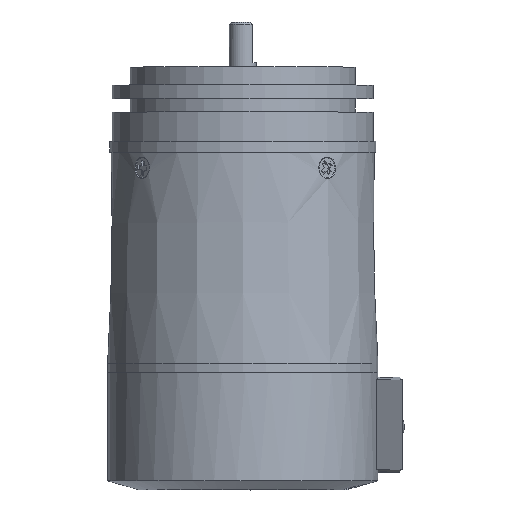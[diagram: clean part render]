
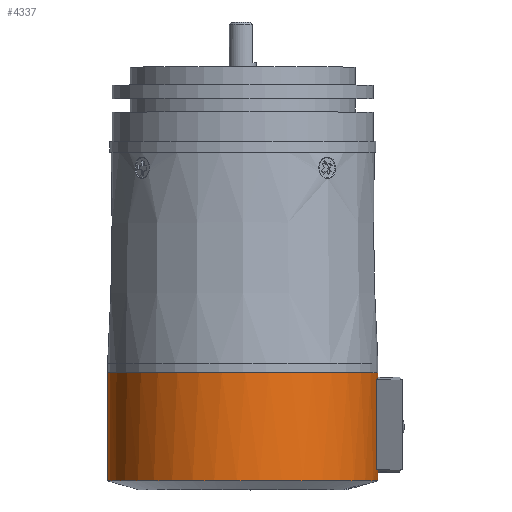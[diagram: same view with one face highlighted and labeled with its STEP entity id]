
A CAD part, top view. The second image highlights one B-rep face of the part: STEP entity #4337.
In plain terms, the highlighted cylindrical face has radius 30 mm (diameter 60 mm), a full revolution.
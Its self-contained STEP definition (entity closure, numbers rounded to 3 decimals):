
#66 = CARTESIAN_POINT ( 'NONE',  ( 24.203, -61.056, 9.278 ) ) ;
#117 = CARTESIAN_POINT ( 'NONE',  ( -34.771, -61.056, -1.916 ) ) ;
#195 = ORIENTED_EDGE ( 'NONE', *, *, #16895, .T. ) ;
#396 = EDGE_CURVE ( 'NONE', #19818, #9021, #20197, .T. ) ;
#613 = VERTEX_POINT ( 'NONE', #18212 ) ;
#631 = AXIS2_PLACEMENT_3D ( 'NONE', #7394, #11070, #24718 ) ;
#785 = CARTESIAN_POINT ( 'NONE',  ( -34.771, -81.056, -1.916 ) ) ;
#1025 = DIRECTION ( 'NONE',  ( 0., -1., 0. ) ) ;
#1440 = DIRECTION ( 'NONE',  ( 0., 1., 0. ) ) ;
#1633 = VERTEX_POINT ( 'NONE', #6277 ) ;
#1977 = CARTESIAN_POINT ( 'NONE',  ( -33.711, -60.556, -5.417 ) ) ;
#2198 = VERTEX_POINT ( 'NONE', #13762 ) ;
#2356 = CARTESIAN_POINT ( 'NONE',  ( 24.203, -60.556, 9.278 ) ) ;
#2419 = CARTESIAN_POINT ( 'NONE',  ( -35.058, -81.056, -0.108 ) ) ;
#2771 = EDGE_LOOP ( 'NONE', ( #195 ) ) ;
#3670 = EDGE_CURVE ( 'NONE', #1633, #1633, #21702, .T. ) ;
#4142 = EDGE_LOOP ( 'NONE', ( #5629, #22354, #7900, #21131, #11196, #16937, #14609, #11257 ) ) ;
#4337 = ADVANCED_FACE ( 'NONE', ( #14713, #24478, #14312 ), #4599, .T. ) ;
#4597 = VERTEX_POINT ( 'NONE', #10674 ) ;
#4599 = CYLINDRICAL_SURFACE ( 'NONE', #631, 30. ) ;
#4793 = AXIS2_PLACEMENT_3D ( 'NONE', #19295, #1440, #25486 ) ;
#5207 = CARTESIAN_POINT ( 'NONE',  ( -5.427, -60.556, 4.585 ) ) ;
#5271 =( BOUNDED_CURVE ( )  B_SPLINE_CURVE ( 3, ( #66, #10218, #21971, #20418 ),
 .UNSPECIFIED., .F., .F. ) 
 B_SPLINE_CURVE_WITH_KNOTS ( ( 4, 4 ),
 ( 0., 0.183 ),
 .UNSPECIFIED. ) 
 CURVE ( )  GEOMETRIC_REPRESENTATION_ITEM ( )  RATIONAL_B_SPLINE_CURVE ( ( 1., 0.997, 0.997, 1. ) ) 
 REPRESENTATION_ITEM ( '' )  );
#5493 = EDGE_CURVE ( 'NONE', #7603, #15586, #12734, .T. ) ;
#5629 = ORIENTED_EDGE ( 'NONE', *, *, #396, .F. ) ;
#5821 = CARTESIAN_POINT ( 'NONE',  ( -5.427, -83.556, 4.585 ) ) ;
#6277 = CARTESIAN_POINT ( 'NONE',  ( -35.058, -83.556, -0.108 ) ) ;
#6822 = VERTEX_POINT ( 'NONE', #16739 ) ;
#6891 =( BOUNDED_CURVE ( )  B_SPLINE_CURVE ( 3, ( #1977, #20077, #117, #7921 ),
 .UNSPECIFIED., .F., .F. ) 
 B_SPLINE_CURVE_WITH_KNOTS ( ( 4, 4 ),
 ( 6.1, 6.283 ),
 .UNSPECIFIED. ) 
 CURVE ( )  GEOMETRIC_REPRESENTATION_ITEM ( )  RATIONAL_B_SPLINE_CURVE ( ( 1., 0.997, 0.997, 1. ) ) 
 REPRESENTATION_ITEM ( '' )  );
#7394 = CARTESIAN_POINT ( 'NONE',  ( -5.427, -85.556, 4.585 ) ) ;
#7603 = VERTEX_POINT ( 'NONE', #9161 ) ;
#7873 = EDGE_CURVE ( 'NONE', #2198, #6822, #15994, .T. ) ;
#7900 = ORIENTED_EDGE ( 'NONE', *, *, #16277, .T. ) ;
#7921 = CARTESIAN_POINT ( 'NONE',  ( -35.058, -61.056, -0.108 ) ) ;
#7994 = DIRECTION ( 'NONE',  ( 0., -1., 0. ) ) ;
#8214 = AXIS2_PLACEMENT_3D ( 'NONE', #15747, #21745, #11826 ) ;
#8327 = CARTESIAN_POINT ( 'NONE',  ( 24.61, -81.223, 5.643 ) ) ;
#9021 = VERTEX_POINT ( 'NONE', #13837 ) ;
#9161 = CARTESIAN_POINT ( 'NONE',  ( -35.058, -61.056, -0.108 ) ) ;
#9735 =( BOUNDED_CURVE ( )  B_SPLINE_CURVE ( 3, ( #16168, #8327, #12253, #20223 ),
 .UNSPECIFIED., .F., .F. ) 
 B_SPLINE_CURVE_WITH_KNOTS ( ( 4, 4 ),
 ( 2.959, 3.142 ),
 .UNSPECIFIED. ) 
 CURVE ( )  GEOMETRIC_REPRESENTATION_ITEM ( )  RATIONAL_B_SPLINE_CURVE ( ( 1., 0.997, 0.997, 1. ) ) 
 REPRESENTATION_ITEM ( '' )  );
#10218 = CARTESIAN_POINT ( 'NONE',  ( 24.49, -61.056, 7.47 ) ) ;
#10269 = DIRECTION ( 'NONE',  ( 0., -1., 0. ) ) ;
#10674 = CARTESIAN_POINT ( 'NONE',  ( -35.058, -59.556, -0.108 ) ) ;
#11070 = DIRECTION ( 'NONE',  ( 0., -1., 0. ) ) ;
#11196 = ORIENTED_EDGE ( 'NONE', *, *, #5493, .T. ) ;
#11257 = ORIENTED_EDGE ( 'NONE', *, *, #15923, .T. ) ;
#11409 = CARTESIAN_POINT ( 'NONE',  ( 24.203, -61.056, 9.278 ) ) ;
#11826 = DIRECTION ( 'NONE',  ( -0.988, 0., -0.156 ) ) ;
#11936 = DIRECTION ( 'NONE',  ( -0.988, 0., -0.156 ) ) ;
#12125 = EDGE_LOOP ( 'NONE', ( #16198 ) ) ;
#12253 = CARTESIAN_POINT ( 'NONE',  ( 24.49, -81.056, 7.47 ) ) ;
#12734 = LINE ( 'NONE', #15351, #16515 ) ;
#13129 = DIRECTION ( 'NONE',  ( 0., 1., 0. ) ) ;
#13612 = AXIS2_PLACEMENT_3D ( 'NONE', #5207, #13129, #24816 ) ;
#13762 = CARTESIAN_POINT ( 'NONE',  ( 24.563, -81.556, 3.813 ) ) ;
#13837 = CARTESIAN_POINT ( 'NONE',  ( 24.203, -81.056, 9.278 ) ) ;
#14312 = FACE_BOUND ( 'NONE', #4142, .T. ) ;
#14579 = VECTOR ( 'NONE', #10269, 1000. ) ;
#14609 = ORIENTED_EDGE ( 'NONE', *, *, #7873, .F. ) ;
#14713 = FACE_OUTER_BOUND ( 'NONE', #2771, .T. ) ;
#15351 = CARTESIAN_POINT ( 'NONE',  ( -35.058, -60.556, -0.108 ) ) ;
#15478 = VERTEX_POINT ( 'NONE', #18040 ) ;
#15586 = VERTEX_POINT ( 'NONE', #2419 ) ;
#15747 = CARTESIAN_POINT ( 'NONE',  ( -5.427, -59.556, 4.585 ) ) ;
#15923 = EDGE_CURVE ( 'NONE', #2198, #9021, #9735, .T. ) ;
#15994 = CIRCLE ( 'NONE', #4793, 30. ) ;
#16168 = CARTESIAN_POINT ( 'NONE',  ( 24.563, -81.556, 3.813 ) ) ;
#16198 = ORIENTED_EDGE ( 'NONE', *, *, #3670, .F. ) ;
#16277 = EDGE_CURVE ( 'NONE', #613, #15478, #21532, .T. ) ;
#16515 = VECTOR ( 'NONE', #1025, 1000. ) ;
#16673 = CARTESIAN_POINT ( 'NONE',  ( -35.058, -81.056, -0.108 ) ) ;
#16739 = CARTESIAN_POINT ( 'NONE',  ( -33.711, -81.556, -5.417 ) ) ;
#16895 = EDGE_CURVE ( 'NONE', #4597, #4597, #19507, .T. ) ;
#16937 = ORIENTED_EDGE ( 'NONE', *, *, #22469, .T. ) ;
#18040 = CARTESIAN_POINT ( 'NONE',  ( -33.711, -60.556, -5.417 ) ) ;
#18212 = CARTESIAN_POINT ( 'NONE',  ( 24.563, -60.556, 3.813 ) ) ;
#19295 = CARTESIAN_POINT ( 'NONE',  ( -5.427, -81.556, 4.585 ) ) ;
#19425 =( BOUNDED_CURVE ( )  B_SPLINE_CURVE ( 3, ( #16673, #785, #20721, #22559 ),
 .UNSPECIFIED., .F., .F. ) 
 B_SPLINE_CURVE_WITH_KNOTS ( ( 4, 4 ),
 ( 3.142, 3.324 ),
 .UNSPECIFIED. ) 
 CURVE ( )  GEOMETRIC_REPRESENTATION_ITEM ( )  RATIONAL_B_SPLINE_CURVE ( ( 1., 0.997, 0.997, 1. ) ) 
 REPRESENTATION_ITEM ( '' )  );
#19507 = CIRCLE ( 'NONE', #8214, 30. ) ;
#19638 = AXIS2_PLACEMENT_3D ( 'NONE', #5821, #7994, #11936 ) ;
#19818 = VERTEX_POINT ( 'NONE', #11409 ) ;
#20077 = CARTESIAN_POINT ( 'NONE',  ( -34.321, -60.889, -3.691 ) ) ;
#20197 = LINE ( 'NONE', #2356, #14579 ) ;
#20223 = CARTESIAN_POINT ( 'NONE',  ( 24.203, -81.056, 9.278 ) ) ;
#20361 = EDGE_CURVE ( 'NONE', #15478, #7603, #6891, .T. ) ;
#20418 = CARTESIAN_POINT ( 'NONE',  ( 24.563, -60.556, 3.813 ) ) ;
#20721 = CARTESIAN_POINT ( 'NONE',  ( -34.321, -81.223, -3.691 ) ) ;
#21131 = ORIENTED_EDGE ( 'NONE', *, *, #20361, .T. ) ;
#21532 = CIRCLE ( 'NONE', #13612, 30. ) ;
#21702 = CIRCLE ( 'NONE', #19638, 30. ) ;
#21745 = DIRECTION ( 'NONE',  ( 0., -1., 0. ) ) ;
#21971 = CARTESIAN_POINT ( 'NONE',  ( 24.61, -60.889, 5.643 ) ) ;
#22354 = ORIENTED_EDGE ( 'NONE', *, *, #22694, .T. ) ;
#22469 = EDGE_CURVE ( 'NONE', #15586, #6822, #19425, .T. ) ;
#22559 = CARTESIAN_POINT ( 'NONE',  ( -33.711, -81.556, -5.417 ) ) ;
#22694 = EDGE_CURVE ( 'NONE', #19818, #613, #5271, .T. ) ;
#24478 = FACE_OUTER_BOUND ( 'NONE', #12125, .T. ) ;
#24718 = DIRECTION ( 'NONE',  ( -0.988, 0., -0.156 ) ) ;
#24816 = DIRECTION ( 'NONE',  ( -0.988, 0., -0.156 ) ) ;
#25486 = DIRECTION ( 'NONE',  ( -0.988, 0., -0.156 ) ) ;
